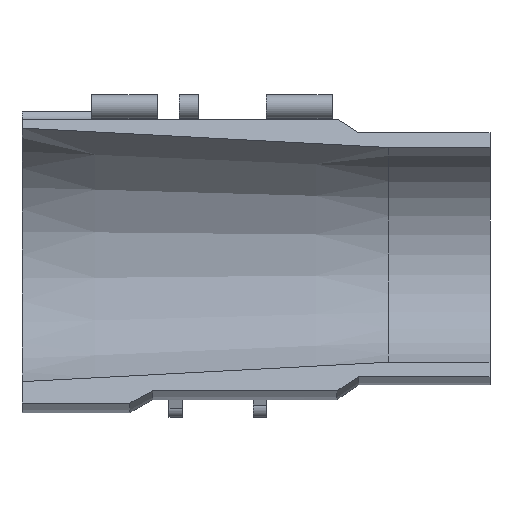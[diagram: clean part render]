
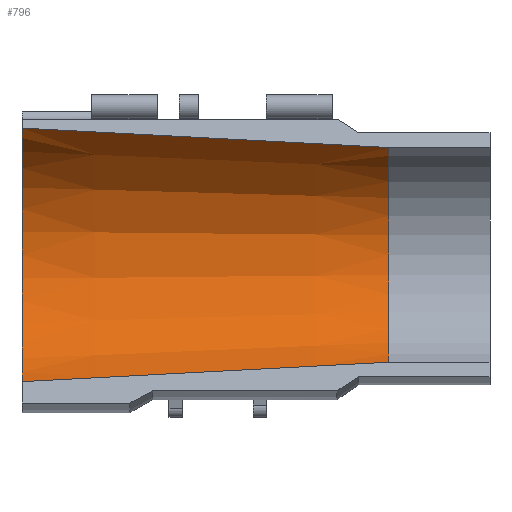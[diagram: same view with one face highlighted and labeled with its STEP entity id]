
A CAD part, top view. The second image highlights one B-rep face of the part: STEP entity #796.
In plain terms, the highlighted conical face has half-angle 3.219 degrees and reference radius 51.338 mm.
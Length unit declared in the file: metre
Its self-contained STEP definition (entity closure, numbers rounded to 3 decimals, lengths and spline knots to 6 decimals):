
#66=LINE('',#1318,#129);
#67=LINE('',#1319,#130);
#129=VECTOR('',#1039,1.);
#130=VECTOR('',#1040,1.);
#254=ORIENTED_EDGE('',*,*,#451,.T.);
#255=ORIENTED_EDGE('',*,*,#471,.T.);
#256=ORIENTED_EDGE('',*,*,#470,.F.);
#257=ORIENTED_EDGE('',*,*,#472,.T.);
#451=EDGE_CURVE('',#564,#563,#625,.T.);
#470=EDGE_CURVE('',#575,#574,#631,.T.);
#471=EDGE_CURVE('',#563,#574,#66,.F.);
#472=EDGE_CURVE('',#575,#564,#67,.F.);
#563=VERTEX_POINT('',#1275);
#564=VERTEX_POINT('',#1277);
#574=VERTEX_POINT('',#1313);
#575=VERTEX_POINT('',#1315);
#625=CIRCLE('',#865,0.051338);
#631=CIRCLE('',#877,0.043488);
#669=EDGE_LOOP('',(#254,#255,#256,#257));
#732=FACE_BOUND('',#669,.T.);
#785=CONICAL_SURFACE('',#878,0.051338,0.056);
#796=ADVANCED_FACE('',(#732),#785,.F.);
#865=AXIS2_PLACEMENT_3D('',#1276,#999,#1000);
#877=AXIS2_PLACEMENT_3D('',#1316,#1035,#1036);
#878=AXIS2_PLACEMENT_3D('',#1317,#1037,#1038);
#999=DIRECTION('',(-1.,0.,0.));
#1000=DIRECTION('',(0.,1.,0.));
#1035=DIRECTION('',(-1.,0.,0.));
#1036=DIRECTION('',(0.,1.,0.));
#1037=DIRECTION('',(-1.,0.,0.));
#1038=DIRECTION('',(0.,1.,0.));
#1039=DIRECTION('',(-0.998,-0.053,0.019));
#1040=DIRECTION('',(0.998,-0.053,0.019));
#1275=CARTESIAN_POINT('',(0.,-0.048242,0.017559));
#1276=CARTESIAN_POINT('',(0.,0.,0.));
#1277=CARTESIAN_POINT('',(0.,0.048242,-0.017559));
#1313=CARTESIAN_POINT('',(0.139585,-0.040866,0.014874));
#1315=CARTESIAN_POINT('',(0.139585,0.040866,-0.014874));
#1316=CARTESIAN_POINT('',(0.139585,0.,0.));
#1317=CARTESIAN_POINT('',(0.,0.,0.));
#1318=CARTESIAN_POINT('',(0.912885,0.,0.));
#1319=CARTESIAN_POINT('',(0.912885,0.,0.));
